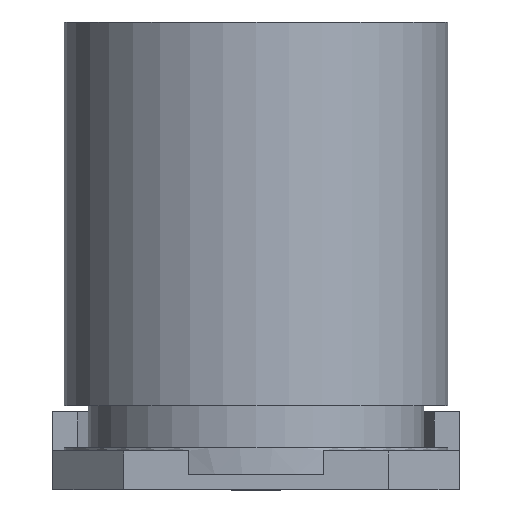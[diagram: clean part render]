
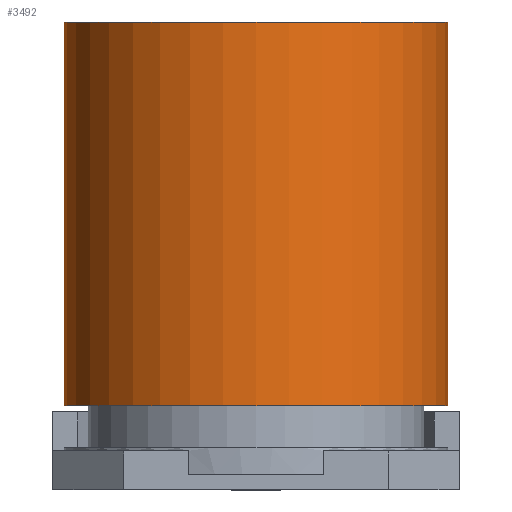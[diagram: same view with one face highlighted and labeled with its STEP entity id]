
A CAD part, left-side view. The second image highlights one B-rep face of the part: STEP entity #3492.
In plain terms, the highlighted cylindrical face has radius 2.5 mm (diameter 5 mm), a full revolution.
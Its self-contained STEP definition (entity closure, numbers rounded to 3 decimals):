
#3143 = PLANE('',#3144);
#3144 = AXIS2_PLACEMENT_3D('',#3145,#3146,#3147);
#3145 = CARTESIAN_POINT('',(0.,0.,1.099));
#3146 = DIRECTION('',(0.,0.,1.));
#3147 = DIRECTION('',(1.,0.,0.));
#3452 = EDGE_CURVE('',#3453,#3453,#3455,.T.);
#3453 = VERTEX_POINT('',#3454);
#3454 = CARTESIAN_POINT('',(2.5,0.,1.099));
#3455 = SURFACE_CURVE('',#3456,(#3461,#3468),.PCURVE_S1.);
#3456 = CIRCLE('',#3457,2.5);
#3457 = AXIS2_PLACEMENT_3D('',#3458,#3459,#3460);
#3458 = CARTESIAN_POINT('',(0.,0.,1.099));
#3459 = DIRECTION('',(0.,0.,1.));
#3460 = DIRECTION('',(1.,0.,0.));
#3461 = PCURVE('',#3143,#3462);
#3462 = DEFINITIONAL_REPRESENTATION('',(#3463),#3467);
#3463 = CIRCLE('',#3464,2.5);
#3464 = AXIS2_PLACEMENT_2D('',#3465,#3466);
#3465 = CARTESIAN_POINT('',(0.,0.));
#3466 = DIRECTION('',(1.,0.));
#3467 = ( GEOMETRIC_REPRESENTATION_CONTEXT(2) 
PARAMETRIC_REPRESENTATION_CONTEXT() REPRESENTATION_CONTEXT('2D SPACE',''
  ) );
#3468 = PCURVE('',#3469,#3474);
#3469 = CYLINDRICAL_SURFACE('',#3470,2.5);
#3470 = AXIS2_PLACEMENT_3D('',#3471,#3472,#3473);
#3471 = CARTESIAN_POINT('',(0.,0.,1.099));
#3472 = DIRECTION('',(0.,0.,1.));
#3473 = DIRECTION('',(1.,0.,0.));
#3474 = DEFINITIONAL_REPRESENTATION('',(#3475),#3479);
#3475 = LINE('',#3476,#3477);
#3476 = CARTESIAN_POINT('',(0.,0.));
#3477 = VECTOR('',#3478,1.);
#3478 = DIRECTION('',(1.,0.));
#3479 = ( GEOMETRIC_REPRESENTATION_CONTEXT(2) 
PARAMETRIC_REPRESENTATION_CONTEXT() REPRESENTATION_CONTEXT('2D SPACE',''
  ) );
#3492 = ADVANCED_FACE('',(#3493),#3469,.T.);
#3493 = FACE_BOUND('',#3494,.T.);
#3494 = EDGE_LOOP('',(#3495,#3496,#3519,#3546));
#3495 = ORIENTED_EDGE('',*,*,#3452,.T.);
#3496 = ORIENTED_EDGE('',*,*,#3497,.T.);
#3497 = EDGE_CURVE('',#3453,#3498,#3500,.T.);
#3498 = VERTEX_POINT('',#3499);
#3499 = CARTESIAN_POINT('',(2.5,0.,6.099));
#3500 = SEAM_CURVE('',#3501,(#3505,#3512),.PCURVE_S1.);
#3501 = LINE('',#3502,#3503);
#3502 = CARTESIAN_POINT('',(2.5,0.,1.099));
#3503 = VECTOR('',#3504,1.);
#3504 = DIRECTION('',(0.,0.,1.));
#3505 = PCURVE('',#3469,#3506);
#3506 = DEFINITIONAL_REPRESENTATION('',(#3507),#3511);
#3507 = LINE('',#3508,#3509);
#3508 = CARTESIAN_POINT('',(6.283,0.));
#3509 = VECTOR('',#3510,1.);
#3510 = DIRECTION('',(0.,1.));
#3511 = ( GEOMETRIC_REPRESENTATION_CONTEXT(2) 
PARAMETRIC_REPRESENTATION_CONTEXT() REPRESENTATION_CONTEXT('2D SPACE',''
  ) );
#3512 = PCURVE('',#3469,#3513);
#3513 = DEFINITIONAL_REPRESENTATION('',(#3514),#3518);
#3514 = LINE('',#3515,#3516);
#3515 = CARTESIAN_POINT('',(0.,0.));
#3516 = VECTOR('',#3517,1.);
#3517 = DIRECTION('',(0.,1.));
#3518 = ( GEOMETRIC_REPRESENTATION_CONTEXT(2) 
PARAMETRIC_REPRESENTATION_CONTEXT() REPRESENTATION_CONTEXT('2D SPACE',''
  ) );
#3519 = ORIENTED_EDGE('',*,*,#3520,.F.);
#3520 = EDGE_CURVE('',#3498,#3498,#3521,.T.);
#3521 = SURFACE_CURVE('',#3522,(#3527,#3534),.PCURVE_S1.);
#3522 = CIRCLE('',#3523,2.5);
#3523 = AXIS2_PLACEMENT_3D('',#3524,#3525,#3526);
#3524 = CARTESIAN_POINT('',(0.,0.,6.099));
#3525 = DIRECTION('',(0.,0.,1.));
#3526 = DIRECTION('',(1.,0.,0.));
#3527 = PCURVE('',#3469,#3528);
#3528 = DEFINITIONAL_REPRESENTATION('',(#3529),#3533);
#3529 = LINE('',#3530,#3531);
#3530 = CARTESIAN_POINT('',(0.,5.));
#3531 = VECTOR('',#3532,1.);
#3532 = DIRECTION('',(1.,0.));
#3533 = ( GEOMETRIC_REPRESENTATION_CONTEXT(2) 
PARAMETRIC_REPRESENTATION_CONTEXT() REPRESENTATION_CONTEXT('2D SPACE',''
  ) );
#3534 = PCURVE('',#3535,#3540);
#3535 = PLANE('',#3536);
#3536 = AXIS2_PLACEMENT_3D('',#3537,#3538,#3539);
#3537 = CARTESIAN_POINT('',(0.,0.,6.099));
#3538 = DIRECTION('',(0.,0.,1.));
#3539 = DIRECTION('',(1.,0.,0.));
#3540 = DEFINITIONAL_REPRESENTATION('',(#3541),#3545);
#3541 = CIRCLE('',#3542,2.5);
#3542 = AXIS2_PLACEMENT_2D('',#3543,#3544);
#3543 = CARTESIAN_POINT('',(0.,0.));
#3544 = DIRECTION('',(1.,0.));
#3545 = ( GEOMETRIC_REPRESENTATION_CONTEXT(2) 
PARAMETRIC_REPRESENTATION_CONTEXT() REPRESENTATION_CONTEXT('2D SPACE',''
  ) );
#3546 = ORIENTED_EDGE('',*,*,#3497,.F.);
